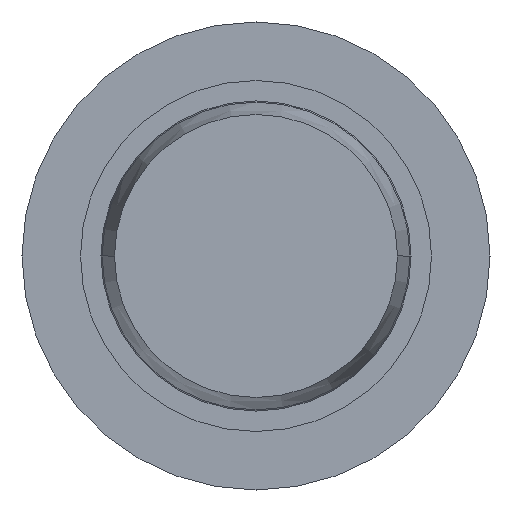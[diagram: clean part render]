
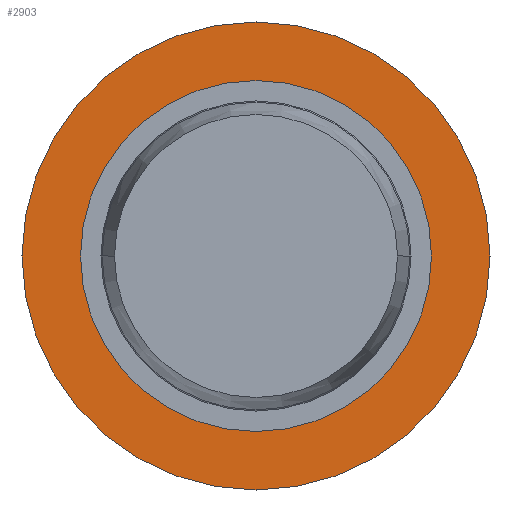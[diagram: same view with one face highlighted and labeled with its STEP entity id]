
A CAD part, front view. The second image highlights one B-rep face of the part: STEP entity #2903.
In plain terms, the highlighted planar face has unit normal (0, -1, 0).
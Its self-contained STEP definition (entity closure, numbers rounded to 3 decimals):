
#174 = DIRECTION ( 'NONE',  ( 0., 0., -1. ) ) ;
#175 = EDGE_LOOP ( 'NONE', ( #3177, #1983 ) ) ;
#248 = EDGE_CURVE ( 'Defeature ausgef�hrt1_14+Defeature ausgef�hrt1_13+Defeature ausgef�hrt1_13+Defeature ausgef�hrt1_13', #1137, #1374, #3505, .T. ) ;
#295 = VERTEX_POINT ( 'NONE', #3786 ) ;
#416 = EDGE_CURVE ( 'Defeature ausgef�hrt1_13+Defeature ausgef�hrt1_12+Defeature ausgef�hrt1_12+Defeature ausgef�hrt1_12', #1133, #295, #1280, .T. ) ;
#821 = DIRECTION ( 'NONE',  ( 0., -1., 0. ) ) ;
#934 = CARTESIAN_POINT ( 'NONE',  ( 2., 5.3, 0. ) ) ;
#1000 = DIRECTION ( 'NONE',  ( 0., -1., 0. ) ) ;
#1133 = VERTEX_POINT ( 'NONE', #1877 ) ;
#1137 = VERTEX_POINT ( 'NONE', #3580 ) ;
#1280 = CIRCLE ( 'NONE', #4068, 2. ) ;
#1372 = DIRECTION ( 'NONE',  ( 0., 0., -1. ) ) ;
#1374 = VERTEX_POINT ( 'NONE', #1703 ) ;
#1492 = CARTESIAN_POINT ( 'NONE',  ( 0., 5.3, 0. ) ) ;
#1583 = PLANE ( 'NONE',  #2469 ) ;
#1703 = CARTESIAN_POINT ( 'NONE',  ( 0., 5.3, -0.9 ) ) ;
#1861 = CARTESIAN_POINT ( 'NONE',  ( 0., 5.3, 0. ) ) ;
#1877 = CARTESIAN_POINT ( 'NONE',  ( 0., 5.3, -2. ) ) ;
#1934 = DIRECTION ( 'NONE',  ( 0., 0., -1. ) ) ;
#1975 = FACE_OUTER_BOUND ( 'NONE', #175, .T. ) ;
#1981 = AXIS2_PLACEMENT_3D ( 'NONE', #1861, #3896, #174 ) ;
#1983 = ORIENTED_EDGE ( 'NONE', *, *, #2486, .T. ) ;
#2121 = AXIS2_PLACEMENT_3D ( 'NONE', #4013, #3353, #1372 ) ;
#2140 = ORIENTED_EDGE ( 'NONE', *, *, #3925, .F. ) ;
#2186 = DIRECTION ( 'NONE',  ( 0., 0., -1. ) ) ;
#2321 = ORIENTED_EDGE ( 'NONE', *, *, #248, .F. ) ;
#2465 = CIRCLE ( 'NONE', #2121, 2. ) ;
#2469 = AXIS2_PLACEMENT_3D ( 'NONE', #934, #1000, #1934 ) ;
#2486 = EDGE_CURVE ( 'Defeature ausgef�hrt1_13+Defeature ausgef�hrt1_12+Defeature ausgef�hrt1_12+Defeature ausgef�hrt1_12', #295, #1133, #2465, .T. ) ;
#2524 = AXIS2_PLACEMENT_3D ( 'NONE', #1492, #821, #2186 ) ;
#2613 = EDGE_LOOP ( 'NONE', ( #2140, #2321 ) ) ;
#2620 = DIRECTION ( 'NONE',  ( 0., -1., 0. ) ) ;
#2903 = ADVANCED_FACE ( 'Defeature ausgef�hrt1_13', ( #1975, #3307 ), #1583, .T. ) ;
#3177 = ORIENTED_EDGE ( 'NONE', *, *, #416, .T. ) ;
#3307 = FACE_BOUND ( 'NONE', #2613, .T. ) ;
#3353 = DIRECTION ( 'NONE',  ( 0., -1., 0. ) ) ;
#3505 = CIRCLE ( 'NONE', #2524, 0.9 ) ;
#3537 = CARTESIAN_POINT ( 'NONE',  ( 0., 5.3, 0. ) ) ;
#3580 = CARTESIAN_POINT ( 'NONE',  ( 0., 5.3, 0.9 ) ) ;
#3786 = CARTESIAN_POINT ( 'NONE',  ( 0., 5.3, 2. ) ) ;
#3873 = DIRECTION ( 'NONE',  ( 0., 0., -1. ) ) ;
#3896 = DIRECTION ( 'NONE',  ( 0., -1., 0. ) ) ;
#3925 = EDGE_CURVE ( 'Defeature ausgef�hrt1_14+Defeature ausgef�hrt1_13+Defeature ausgef�hrt1_13+Defeature ausgef�hrt1_13', #1374, #1137, #4006, .T. ) ;
#4006 = CIRCLE ( 'NONE', #1981, 0.9 ) ;
#4013 = CARTESIAN_POINT ( 'NONE',  ( 0., 5.3, 0. ) ) ;
#4068 = AXIS2_PLACEMENT_3D ( 'NONE', #3537, #2620, #3873 ) ;
